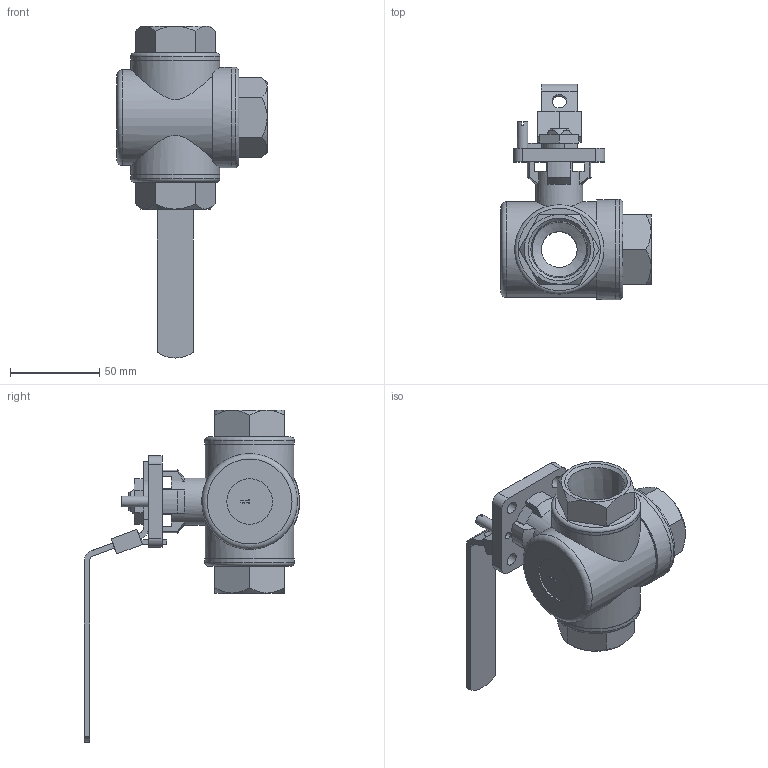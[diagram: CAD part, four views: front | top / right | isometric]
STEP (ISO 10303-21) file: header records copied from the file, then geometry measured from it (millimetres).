
FILE_DESCRIPTION(/* description */ ('STEP AP214'),/* implementation_level */ '2;1');
FILE_NAME(/* name */ '8096947_VZBE-1-T-63-F-3L-F05-M-V15V15',/* time_stamp */ '2024-09-18T01:43:25+02:00',/* author */ ('License CC BY-ND 4.0'),/* organization */ ('CADENAS'),/* preprocessor_version */ 'ST-DEVELOPER v19.3',/* originating_system */ 'PARTsolutions',/* authorisation */ ' ');
FILE_SCHEMA (('AP203_CONFIGURATION_CONTROLLED_3D_DESIGN_OF_MECHANICAL_PARTS_AND_ASSEMBLIES_MIM_LF { 1 0 10303 203 3 1 4 }','FEATURE_BASED_PROCESS_PLANNING','INTEGRATED_CNC_SCHEMA','MODEL_BASED_INTEGRATED_MANUFACTURING_SCHEMA','PROCESS_PLANNING_SCHEMA','AP242_MANAGED_MODEL_BASED_3D_ENGINEERING_MIM_LF { 1 0 10303 442 3 1 4 }','AUTOMOTIVE_DESIGN {1 0 10303 214 3 1 1}'));
Length unit declared in the file: millimetre
Products named in the file (5): 8096947 VZBE-1-T-63-F-3L-F05-M-V15V15; 4834292 VZBE-1-T-63-F-3L-F05-V15V15; 4896015 VAOH-F7-11-H9-A-32; VZBD-M14n; VZBE-M5p
Assembly tree (4 placements, depth 2):
  8096947 VZBE-1-T-63-F-3L-F05-M-V15V15
    4834292 VZBE-1-T-63-F-3L-F05-V15V15
    4896015 VAOH-F7-11-H9-A-32
    VZBD-M14n
    VZBE-M5p
Bounding box: 84.1 x 120.55 x 185.7 mm (x, y, z)
Volume: 225872.2 mm3; surface area: 56837.2 mm2
Topology: 4 solids, 4 shells, 209 faces, 562 edges, 362 vertices
Faces by surface type: plane 129, cylinder 40, cone 35, torus 5
Full cylindrical faces by diameter (mm): 4.134 x1, 5 x1, 6 x1, 7 x4, 8 x1, 11.835 x1, 20 x2, 25.5 x1, 26.3 x1, 30.7 x1, 49.6 x2, 50 x2, 53.5 x1, 56 x1, 56.1 x1
Entity records: 6617 total; most frequent: CARTESIAN_POINT 1422, ORIENTED_EDGE 1028, DIRECTION 1014, EDGE_CURVE 514, VERTEX_POINT 354, AXIS2_PLACEMENT_3D 348, LINE 318, VECTOR 318
